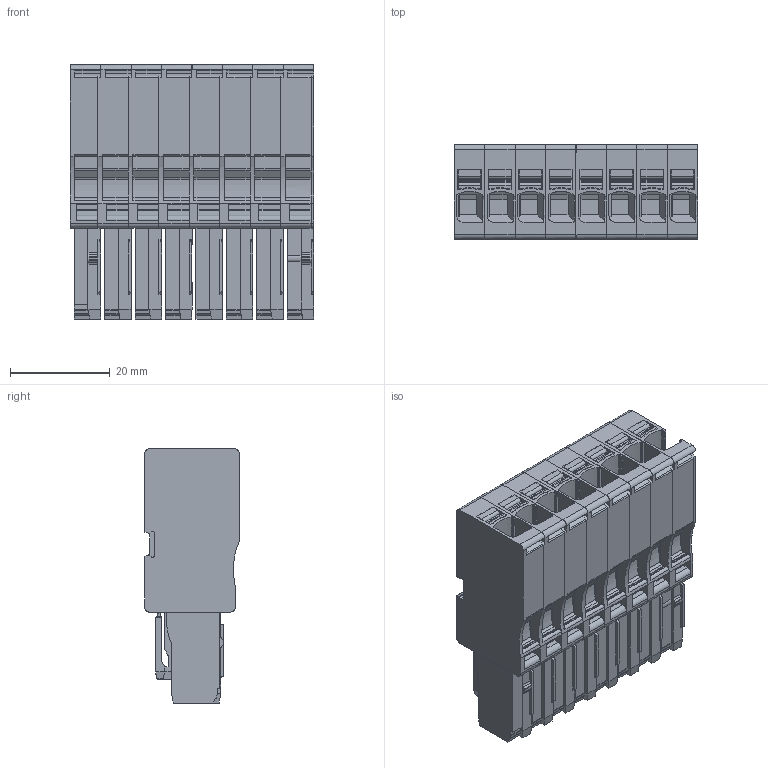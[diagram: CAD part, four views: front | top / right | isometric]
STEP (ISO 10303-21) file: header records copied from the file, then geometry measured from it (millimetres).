
FILE_DESCRIPTION(('CATIA V5R22 STEP214','CAx-IF Rec.Pracs.--- Model Styling and Organization---1.4--- 2014-01-23'),'2;1');
FILE_NAME ('231454-1_2', '2022-01-20T09:22:50+00:00', ('Weidmueller Interface'), ('Weidmueller'), 'CATIA Version 5-6 Release 2016 SP3 HF44', 'CATIA V5 STEP AP214', 'none');
FILE_SCHEMA(('AUTOMOTIVE_DESIGN { 1 0 10303 214 1 1 1 1 }'));
Products named in the file (1): 2540530000
Bounding box: 48.8 x 19 x 50.95 mm (x, y, z)
Volume: 31932.6 mm3; surface area: 25372 mm2
Topology: 17 solids, 17 shells, 3112 faces, 9045 edges, 5942 vertices
Faces by surface type: plane 1717, cylinder 1265, extrusion 58, sphere 32, revolution 24, torus 16
Entity records: 101130 total; most frequent: CARTESIAN_POINT 21792, ORIENTED_EDGE 18026, DIRECTION 13857, EDGE_CURVE 9013, VECTOR 6455, LINE 6397, VERTEX_POINT 5942, AXIS2_PLACEMENT_3D 4715
